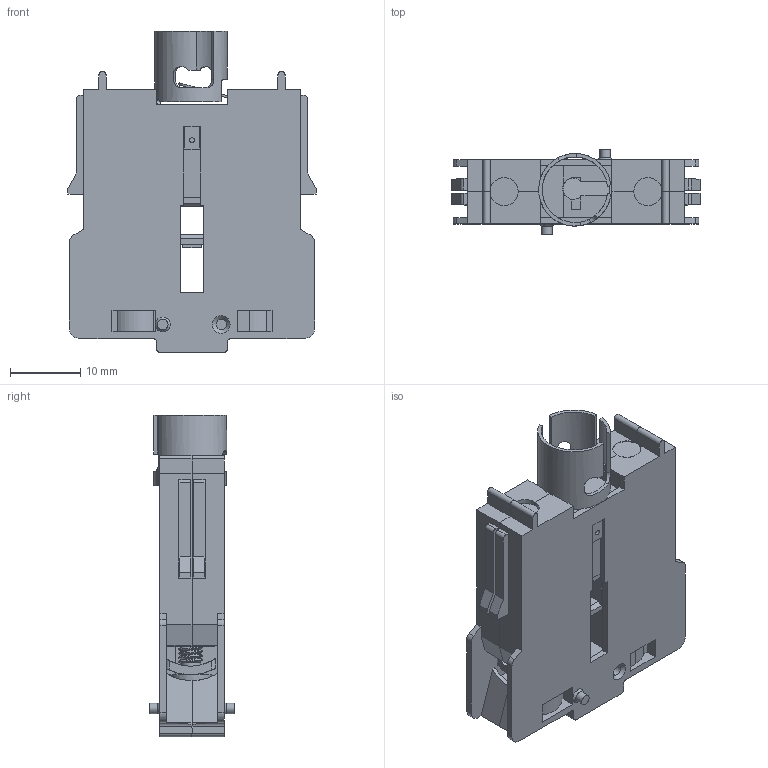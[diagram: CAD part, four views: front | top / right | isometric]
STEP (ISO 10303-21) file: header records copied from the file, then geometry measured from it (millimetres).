
FILE_DESCRIPTION(/* description */ (''),/* implementation_level */ '2;1');
FILE_NAME(/* name */ 'ML vereinfacht_ipt.stp',/* time_stamp */ '2017-04-07T09:58:36+02:00',/* author */ ('ahoffmann'),/* organization */ (''),/* preprocessor_version */ 'ST-DEVELOPER v16.1',/* originating_system */ 'Autodesk Inventor 2016',/* authorisation */ '');
FILE_SCHEMA (('AUTOMOTIVE_DESIGN { 1 0 10303 214 3 1 1 }'));
Length unit declared in the file: centimetre
Products named in the file (1): ML vereinfacht
Bounding box: 35.2 x 12.1 x 45.6 mm (x, y, z)
Volume: 8157.8 mm3; surface area: 7088.2 mm2
Topology: 1 solids, 4 shells, 463 faces, 1247 edges, 808 vertices
Faces by surface type: plane 345, cylinder 87, bspline 20, cone 8, torus 3
Full cylindrical faces by diameter (mm): 0.7 x2, 1.5 x4, 2.85 x2, 3.5 x2, 3.86 x2
Entity records: 18008 total; most frequent: CARTESIAN_POINT 6581, ORIENTED_EDGE 2450, DIRECTION 2200, EDGE_CURVE 1220, LINE 900, VECTOR 900, VERTEX_POINT 799, AXIS2_PLACEMENT_3D 650
